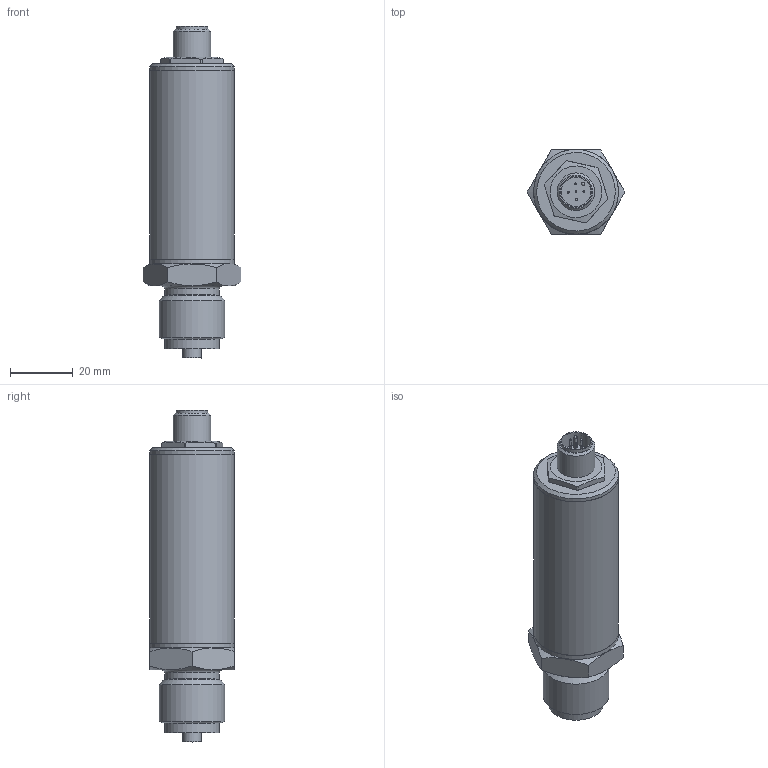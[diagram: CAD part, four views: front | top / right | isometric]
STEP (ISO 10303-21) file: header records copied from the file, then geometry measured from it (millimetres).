
FILE_DESCRIPTION(('STEP AP242'), '1');
FILE_NAME('ﾏﾄ100ﾈ-RS', '', ('UNSPECIFIED'), ('UNSPECIFIED'), 'ASCON STEP Converter 1.6', 'ASCON Math Kernel', '');
FILE_SCHEMA(('AP242_MANAGED_MODEL_BASED_3D_ENGINEERING_MIM_LF { 1 0 10303 442 1 1 4 }'));
Length unit declared in the file: millimetre
Products named in the file (7): ﾏﾄ100ﾈ-RS; 7; 8; 9; 3; 弝謹.713541.430.2183
Assembly tree (6 placements, depth 3):
  ﾏﾄ100ﾈ-RS
    (unnamed)
      7
      8
      9
    3
    弝謹.713541.430.2183
Bounding box: 31.18 x 27 x 105.7 mm (x, y, z)
Volume: 20619.9 mm3; surface area: 17740.2 mm2
Topology: 5 solids, 6 shells, 149 faces, 333 edges, 205 vertices
Faces by surface type: cylinder 52, plane 50, cone 34, torus 7, sphere 6
Full cylindrical faces by diameter (mm): 0.6 x5, 1 x1, 1.55 x5, 4 x1, 6 x1, 9.4 x1, 10 x1, 12 x1, 13.8 x1, 14 x1, 16 x1, 16.1 x1, 17.5 x2, 18 x1, 19 x1, 19.3 x1, 20.955 x1, 21 x1, 23 x1, 25 x4, 26.9 x1, 27 x2
Entity records: 6933 total; most frequent: CARTESIAN_POINT 2323, DIRECTION 650, ORIENTED_EDGE 522, AXIS2_PLACEMENT_3D 302, EDGE_CURVE 261, EDGE_LOOP 236, VERTEX_POINT 203, COLOUR_RGB 157
